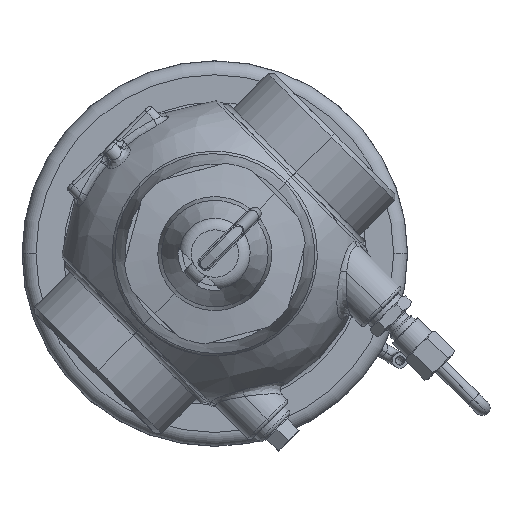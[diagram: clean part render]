
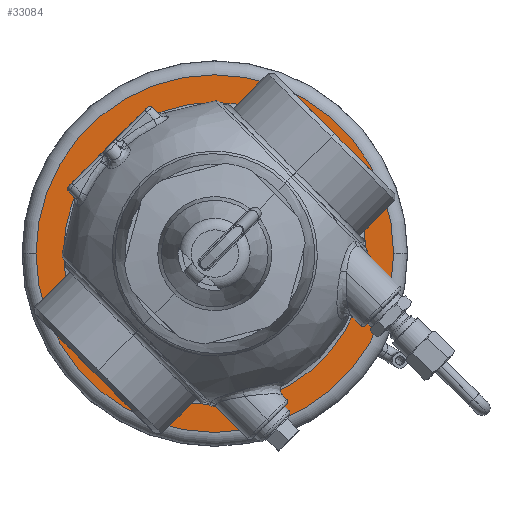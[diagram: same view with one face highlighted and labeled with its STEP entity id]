
A CAD part, left-side view. The second image highlights one B-rep face of the part: STEP entity #33084.
In plain terms, the highlighted planar face has unit normal (-1, 0, 0).
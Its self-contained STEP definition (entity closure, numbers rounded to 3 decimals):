
#11176=CARTESIAN_POINT('',(-2.5,0.,0.));
#11177=DIRECTION('',(1.,0.,0.));
#11178=DIRECTION('',(0.,1.,0.));
#11179=AXIS2_PLACEMENT_3D('',#11176,#11177,#11178);
#11181=CARTESIAN_POINT('',(-2.5,0.,0.));
#11182=DIRECTION('',(-1.,0.,0.));
#11183=DIRECTION('',(0.,1.,0.));
#11184=AXIS2_PLACEMENT_3D('',#11181,#11182,#11183);
#11196=CARTESIAN_POINT('',(-2.5,0.,0.));
#11197=DIRECTION('',(-1.,0.,0.));
#11198=DIRECTION('',(0.,1.,0.));
#11199=AXIS2_PLACEMENT_3D('',#11196,#11197,#11198);
#11201=CARTESIAN_POINT('',(-2.5,0.,0.));
#11202=DIRECTION('',(1.,0.,0.));
#11203=DIRECTION('',(0.,1.,0.));
#11204=AXIS2_PLACEMENT_3D('',#11201,#11202,#11203);
#19821=CARTESIAN_POINT('',(-2.5,58.05,0.));
#19823=VERTEX_POINT('',#19821);
#19824=CARTESIAN_POINT('',(-2.5,49.137,0.));
#19826=VERTEX_POINT('',#19824);
#19853=CARTESIAN_POINT('',(-2.5,-58.05,0.));
#19855=VERTEX_POINT('',#19853);
#19856=CARTESIAN_POINT('',(-2.5,-49.137,0.));
#19858=VERTEX_POINT('',#19856);
#33069=CARTESIAN_POINT('',(-2.5,0.,0.));
#33070=DIRECTION('',(1.,0.,0.));
#33071=DIRECTION('',(0.,-1.,0.));
#33072=AXIS2_PLACEMENT_3D('',#33069,#33070,#33071);
#33073=PLANE('',#33072);
#33074=ORIENTED_EDGE('',*,*,#33051,.T.);
#33075=ORIENTED_EDGE('',*,*,#33062,.F.);
#33076=EDGE_LOOP('',(#33074,#33075));
#33077=FACE_OUTER_BOUND('',#33076,.F.);
#33079=ORIENTED_EDGE('',*,*,#33078,.T.);
#33081=ORIENTED_EDGE('',*,*,#33080,.F.);
#33082=EDGE_LOOP('',(#33079,#33081));
#33083=FACE_BOUND('',#33082,.F.);
#33084=ADVANCED_FACE('',(#33077,#33083),#33073,.F.);
#11180=CIRCLE('',#11179,58.05);
#11185=CIRCLE('',#11184,58.05);
#11200=CIRCLE('',#11199,49.137);
#11205=CIRCLE('',#11204,49.137);
#33051=EDGE_CURVE('',#19823,#19855,#11180,.T.);
#33062=EDGE_CURVE('',#19823,#19855,#11185,.T.);
#33078=EDGE_CURVE('',#19826,#19858,#11200,.T.);
#33080=EDGE_CURVE('',#19826,#19858,#11205,.T.);
